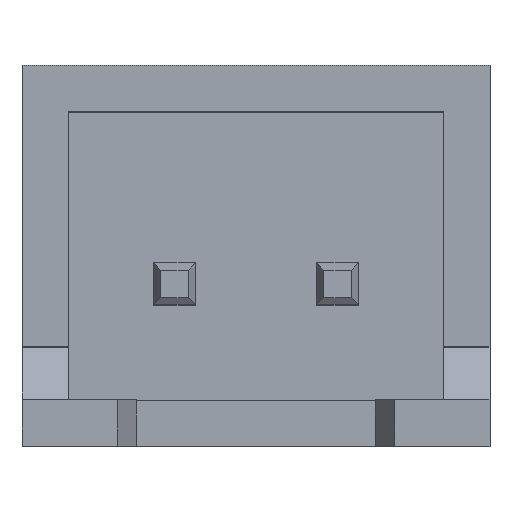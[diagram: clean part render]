
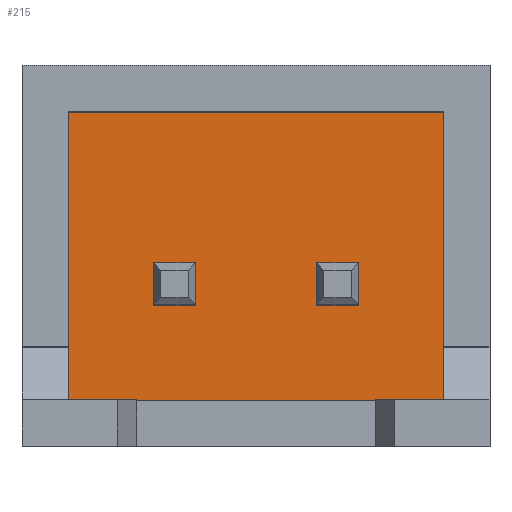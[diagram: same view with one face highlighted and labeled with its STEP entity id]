
A CAD part, top view. The second image highlights one B-rep face of the part: STEP entity #215.
In plain terms, the highlighted planar face has unit normal (0, 0, 1).
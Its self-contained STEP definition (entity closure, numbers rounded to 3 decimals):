
#46 = EDGE_CURVE ( 'NONE', #8839, #661, #70, .T. ) ;
#70 = LINE ( 'NONE', #5737, #7029 ) ;
#112 = DIRECTION ( 'NONE',  ( 0., 1., 0. ) ) ;
#211 = LINE ( 'NONE', #3745, #8261 ) ;
#215 = ADVANCED_FACE ( 'NONE', ( #581, #6979, #3462 ), #4869, .F. ) ;
#300 = EDGE_CURVE ( 'NONE', #5487, #8215, #7889, .T. ) ;
#363 = LINE ( 'NONE', #3235, #6318 ) ;
#542 = VECTOR ( 'NONE', #8058, 1000. ) ;
#581 = FACE_OUTER_BOUND ( 'NONE', #3471, .T. ) ;
#583 = EDGE_LOOP ( 'NONE', ( #3399, #672, #4812, #1377 ) ) ;
#623 = CARTESIAN_POINT ( 'NONE',  ( -1.57, 0.32, 0.711 ) ) ;
#661 = VERTEX_POINT ( 'NONE', #2762 ) ;
#672 = ORIENTED_EDGE ( 'NONE', *, *, #6161, .F. ) ;
#997 = CARTESIAN_POINT ( 'NONE',  ( -0.93, -0.32, 0.711 ) ) ;
#1194 = CARTESIAN_POINT ( 'NONE',  ( 2.876, -1.778, 0.711 ) ) ;
#1233 = EDGE_CURVE ( 'NONE', #6999, #5487, #6686, .T. ) ;
#1377 = ORIENTED_EDGE ( 'NONE', *, *, #1233, .F. ) ;
#1822 = EDGE_CURVE ( 'NONE', #661, #2135, #363, .T. ) ;
#1838 = LINE ( 'NONE', #6173, #7198 ) ;
#2019 = LINE ( 'NONE', #2553, #3286 ) ;
#2036 = DIRECTION ( 'NONE',  ( 0., -1., 0. ) ) ;
#2063 = CARTESIAN_POINT ( 'NONE',  ( 2.876, -1.778, 0.711 ) ) ;
#2103 = ORIENTED_EDGE ( 'NONE', *, *, #6901, .F. ) ;
#2135 = VERTEX_POINT ( 'NONE', #4187 ) ;
#2153 = VERTEX_POINT ( 'NONE', #623 ) ;
#2178 = VECTOR ( 'NONE', #8192, 1000. ) ;
#2189 = DIRECTION ( 'NONE',  ( 0., 0., -1. ) ) ;
#2261 = VECTOR ( 'NONE', #7725, 1000. ) ;
#2552 = CARTESIAN_POINT ( 'NONE',  ( -2.876, -1.778, 0.711 ) ) ;
#2553 = CARTESIAN_POINT ( 'NONE',  ( 0.93, 0.32, 0.711 ) ) ;
#2565 = EDGE_CURVE ( 'NONE', #2135, #4049, #8967, .T. ) ;
#2644 = VERTEX_POINT ( 'NONE', #7828 ) ;
#2672 = DIRECTION ( 'NONE',  ( 0., 1., 0. ) ) ;
#2762 = CARTESIAN_POINT ( 'NONE',  ( 0.93, -0.32, 0.711 ) ) ;
#3041 = DIRECTION ( 'NONE',  ( 0., -1., 0. ) ) ;
#3096 = EDGE_LOOP ( 'NONE', ( #6315, #4552, #4757, #8403 ) ) ;
#3105 = LINE ( 'NONE', #3806, #7987 ) ;
#3133 = VECTOR ( 'NONE', #2672, 1000. ) ;
#3235 = CARTESIAN_POINT ( 'NONE',  ( 1.57, -0.32, 0.711 ) ) ;
#3286 = VECTOR ( 'NONE', #4711, 1000. ) ;
#3343 = LINE ( 'NONE', #2552, #2178 ) ;
#3389 = VERTEX_POINT ( 'NONE', #1194 ) ;
#3399 = ORIENTED_EDGE ( 'NONE', *, *, #5424, .F. ) ;
#3462 = FACE_BOUND ( 'NONE', #3096, .T. ) ;
#3471 = EDGE_LOOP ( 'NONE', ( #6367, #6182, #4007, #2103 ) ) ;
#3745 = CARTESIAN_POINT ( 'NONE',  ( -1.57, -0.32, 0.711 ) ) ;
#3806 = CARTESIAN_POINT ( 'NONE',  ( -2.876, 2.642, 0.711 ) ) ;
#4007 = ORIENTED_EDGE ( 'NONE', *, *, #8475, .F. ) ;
#4049 = VERTEX_POINT ( 'NONE', #8506 ) ;
#4187 = CARTESIAN_POINT ( 'NONE',  ( 1.57, -0.32, 0.711 ) ) ;
#4246 = LINE ( 'NONE', #5509, #4753 ) ;
#4248 = LINE ( 'NONE', #2063, #2261 ) ;
#4420 = CARTESIAN_POINT ( 'NONE',  ( -0.93, 0.32, 0.711 ) ) ;
#4423 = VECTOR ( 'NONE', #112, 1000. ) ;
#4480 = DIRECTION ( 'NONE',  ( 1., 0., 0. ) ) ;
#4552 = ORIENTED_EDGE ( 'NONE', *, *, #46, .F. ) ;
#4711 = DIRECTION ( 'NONE',  ( -1., 0., 0. ) ) ;
#4753 = VECTOR ( 'NONE', #7679, 1000. ) ;
#4757 = ORIENTED_EDGE ( 'NONE', *, *, #5032, .F. ) ;
#4812 = ORIENTED_EDGE ( 'NONE', *, *, #300, .F. ) ;
#4869 = PLANE ( 'NONE',  #5571 ) ;
#4954 = CARTESIAN_POINT ( 'NONE',  ( 0., 0., 0.711 ) ) ;
#5032 = EDGE_CURVE ( 'NONE', #4049, #8839, #2019, .T. ) ;
#5082 = VERTEX_POINT ( 'NONE', #5476 ) ;
#5424 = EDGE_CURVE ( 'NONE', #2153, #6999, #211, .T. ) ;
#5476 = CARTESIAN_POINT ( 'NONE',  ( -2.876, 2.642, 0.711 ) ) ;
#5487 = VERTEX_POINT ( 'NONE', #6562 ) ;
#5509 = CARTESIAN_POINT ( 'NONE',  ( -1.57, 0.32, 0.711 ) ) ;
#5571 = AXIS2_PLACEMENT_3D ( 'NONE', #4954, #2189, #7121 ) ;
#5737 = CARTESIAN_POINT ( 'NONE',  ( 0.93, -0.32, 0.711 ) ) ;
#5856 = CARTESIAN_POINT ( 'NONE',  ( -0.93, 0.32, 0.711 ) ) ;
#6025 = CARTESIAN_POINT ( 'NONE',  ( 1.57, 0.32, 0.711 ) ) ;
#6161 = EDGE_CURVE ( 'NONE', #8215, #2153, #4246, .T. ) ;
#6173 = CARTESIAN_POINT ( 'NONE',  ( 2.876, 2.642, 0.711 ) ) ;
#6182 = ORIENTED_EDGE ( 'NONE', *, *, #7133, .F. ) ;
#6193 = CARTESIAN_POINT ( 'NONE',  ( -2.876, -1.778, 0.711 ) ) ;
#6315 = ORIENTED_EDGE ( 'NONE', *, *, #1822, .F. ) ;
#6318 = VECTOR ( 'NONE', #4480, 1000. ) ;
#6367 = ORIENTED_EDGE ( 'NONE', *, *, #8705, .F. ) ;
#6471 = CARTESIAN_POINT ( 'NONE',  ( 0.93, 0.32, 0.711 ) ) ;
#6562 = CARTESIAN_POINT ( 'NONE',  ( -0.93, -0.32, 0.711 ) ) ;
#6686 = LINE ( 'NONE', #997, #542 ) ;
#6901 = EDGE_CURVE ( 'NONE', #5082, #2644, #3105, .T. ) ;
#6979 = FACE_BOUND ( 'NONE', #583, .T. ) ;
#6999 = VERTEX_POINT ( 'NONE', #7373 ) ;
#7029 = VECTOR ( 'NONE', #7678, 1000. ) ;
#7121 = DIRECTION ( 'NONE',  ( 0., -1., 0. ) ) ;
#7133 = EDGE_CURVE ( 'NONE', #3389, #8081, #4248, .T. ) ;
#7187 = DIRECTION ( 'NONE',  ( 1., 0., 0. ) ) ;
#7198 = VECTOR ( 'NONE', #2036, 1000. ) ;
#7373 = CARTESIAN_POINT ( 'NONE',  ( -1.57, -0.32, 0.711 ) ) ;
#7678 = DIRECTION ( 'NONE',  ( 0., -1., 0. ) ) ;
#7679 = DIRECTION ( 'NONE',  ( -1., 0., 0. ) ) ;
#7725 = DIRECTION ( 'NONE',  ( -1., 0., 0. ) ) ;
#7828 = CARTESIAN_POINT ( 'NONE',  ( 2.876, 2.642, 0.711 ) ) ;
#7889 = LINE ( 'NONE', #5856, #4423 ) ;
#7987 = VECTOR ( 'NONE', #7187, 1000. ) ;
#8058 = DIRECTION ( 'NONE',  ( 1., 0., 0. ) ) ;
#8081 = VERTEX_POINT ( 'NONE', #6193 ) ;
#8192 = DIRECTION ( 'NONE',  ( 0., 1., 0. ) ) ;
#8215 = VERTEX_POINT ( 'NONE', #4420 ) ;
#8261 = VECTOR ( 'NONE', #3041, 1000. ) ;
#8403 = ORIENTED_EDGE ( 'NONE', *, *, #2565, .F. ) ;
#8475 = EDGE_CURVE ( 'NONE', #2644, #3389, #1838, .T. ) ;
#8506 = CARTESIAN_POINT ( 'NONE',  ( 1.57, 0.32, 0.711 ) ) ;
#8705 = EDGE_CURVE ( 'NONE', #8081, #5082, #3343, .T. ) ;
#8839 = VERTEX_POINT ( 'NONE', #6471 ) ;
#8967 = LINE ( 'NONE', #6025, #3133 ) ;
